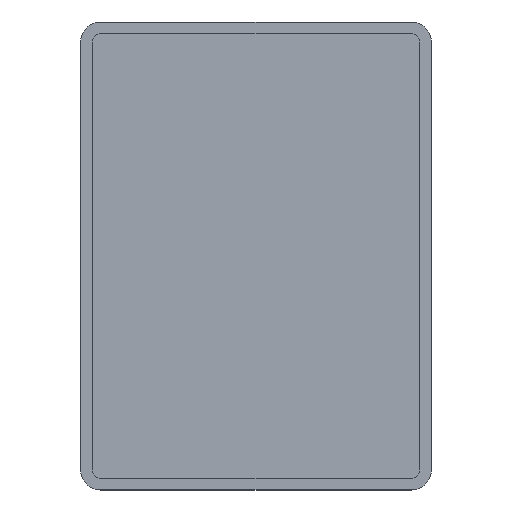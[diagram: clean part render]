
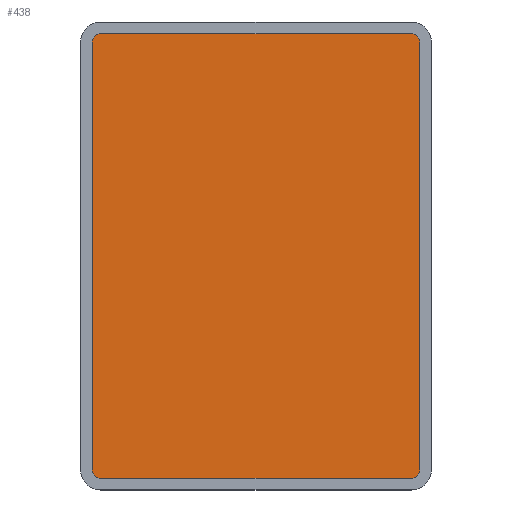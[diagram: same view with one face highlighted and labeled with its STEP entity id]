
A CAD part, top view. The second image highlights one B-rep face of the part: STEP entity #438.
In plain terms, the highlighted planar face has unit normal (0, 0, 1).
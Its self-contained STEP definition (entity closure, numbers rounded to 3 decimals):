
#20=CIRCLE('',#461,1.5);
#22=CIRCLE('',#465,1.5);
#24=CIRCLE('',#469,1.5);
#26=CIRCLE('',#473,1.5);
#68=FACE_OUTER_BOUND('',#95,.T.);
#95=EDGE_LOOP('',(#323,#324,#325,#326,#327,#328,#329,#330));
#115=LINE('',#654,#151);
#120=LINE('',#668,#156);
#124=LINE('',#680,#160);
#128=LINE('',#692,#164);
#151=VECTOR('',#514,73.);
#156=VECTOR('',#527,53.);
#160=VECTOR('',#539,73.);
#164=VECTOR('',#551,53.);
#187=VERTEX_POINT('',#652);
#188=VERTEX_POINT('',#653);
#191=VERTEX_POINT('',#661);
#193=VERTEX_POINT('',#667);
#195=VERTEX_POINT('',#673);
#197=VERTEX_POINT('',#679);
#199=VERTEX_POINT('',#685);
#201=VERTEX_POINT('',#691);
#227=EDGE_CURVE('',#187,#188,#115,.T.);
#231=EDGE_CURVE('',#188,#191,#20,.T.);
#234=EDGE_CURVE('',#191,#193,#120,.T.);
#237=EDGE_CURVE('',#193,#195,#22,.T.);
#240=EDGE_CURVE('',#195,#197,#124,.T.);
#243=EDGE_CURVE('',#197,#199,#24,.T.);
#246=EDGE_CURVE('',#199,#201,#128,.T.);
#249=EDGE_CURVE('',#201,#187,#26,.T.);
#323=ORIENTED_EDGE('',*,*,#227,.T.);
#324=ORIENTED_EDGE('',*,*,#231,.T.);
#325=ORIENTED_EDGE('',*,*,#234,.T.);
#326=ORIENTED_EDGE('',*,*,#237,.T.);
#327=ORIENTED_EDGE('',*,*,#240,.T.);
#328=ORIENTED_EDGE('',*,*,#243,.T.);
#329=ORIENTED_EDGE('',*,*,#246,.T.);
#330=ORIENTED_EDGE('',*,*,#249,.T.);
#423=PLANE('',#475);
#438=ADVANCED_FACE('',(#68),#423,.T.);
#461=AXIS2_PLACEMENT_3D('',#662,#520,#521);
#465=AXIS2_PLACEMENT_3D('',#674,#532,#533);
#469=AXIS2_PLACEMENT_3D('',#686,#544,#545);
#473=AXIS2_PLACEMENT_3D('',#697,#556,#557);
#475=AXIS2_PLACEMENT_3D('',#699,#560,#561);
#514=DIRECTION('',(0.,-1.,0.));
#520=DIRECTION('center_axis',(0.,0.,1.));
#521=DIRECTION('ref_axis',(1.,0.,0.));
#527=DIRECTION('',(1.,0.,0.));
#532=DIRECTION('center_axis',(0.,0.,1.));
#533=DIRECTION('ref_axis',(0.,1.,0.));
#539=DIRECTION('',(0.,1.,0.));
#544=DIRECTION('center_axis',(0.,0.,1.));
#545=DIRECTION('ref_axis',(-1.,0.,0.));
#551=DIRECTION('',(-1.,0.,0.));
#556=DIRECTION('center_axis',(0.,0.,1.));
#557=DIRECTION('ref_axis',(0.,-1.,0.));
#560=DIRECTION('center_axis',(0.,0.,1.));
#561=DIRECTION('ref_axis',(1.,0.,0.));
#652=CARTESIAN_POINT('',(-28.,36.5,-2.));
#653=CARTESIAN_POINT('',(-28.,-36.5,-2.));
#654=CARTESIAN_POINT('',(-28.,-36.5,-2.));
#661=CARTESIAN_POINT('',(-26.5,-38.,-2.));
#662=CARTESIAN_POINT('Origin',(-26.5,-36.5,-2.));
#667=CARTESIAN_POINT('',(26.5,-38.,-2.));
#668=CARTESIAN_POINT('',(26.5,-38.,-2.));
#673=CARTESIAN_POINT('',(28.,-36.5,-2.));
#674=CARTESIAN_POINT('Origin',(26.5,-36.5,-2.));
#679=CARTESIAN_POINT('',(28.,36.5,-2.));
#680=CARTESIAN_POINT('',(28.,36.5,-2.));
#685=CARTESIAN_POINT('',(26.5,38.,-2.));
#686=CARTESIAN_POINT('Origin',(26.5,36.5,-2.));
#691=CARTESIAN_POINT('',(-26.5,38.,-2.));
#692=CARTESIAN_POINT('',(-26.5,38.,-2.));
#697=CARTESIAN_POINT('Origin',(-26.5,36.5,-2.));
#699=CARTESIAN_POINT('Origin',(0.,0.,
-2.));
